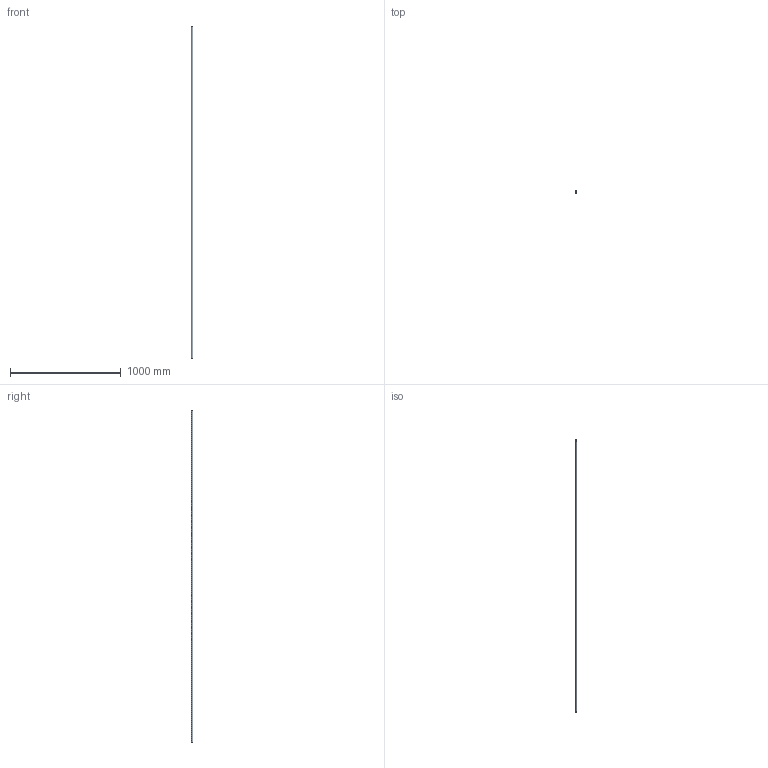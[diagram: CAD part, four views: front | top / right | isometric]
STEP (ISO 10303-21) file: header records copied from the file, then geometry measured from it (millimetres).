
FILE_DESCRIPTION (( 'STEP AP203' ), '1' );
FILE_NAME ('55301-240.STEP', '2020-08-04T07:49:04', ( '' ), ( '' ), 'SwSTEP 2.0', 'SolidWorks 2018', '' );
FILE_SCHEMA (( 'CONFIG_CONTROL_DESIGN' ));
Length unit declared in the file: millimetre
Products named in the file (1): 55301-240
Bounding box: 18 x 17.24 x 3000 mm (x, y, z)
Volume: 184824.8 mm3; surface area: 344229.8 mm2
Topology: 1 solids, 1 shells, 241 faces, 648 edges, 432 vertices
Faces by surface type: plane 106, bspline 102, cylinder 33
Entity records: 11885 total; most frequent: CARTESIAN_POINT 6416, ORIENTED_EDGE 1296, DIRECTION 810, EDGE_CURVE 648, VERTEX_POINT 432, VECTOR 318, LINE 318, EDGE_LOOP 264
